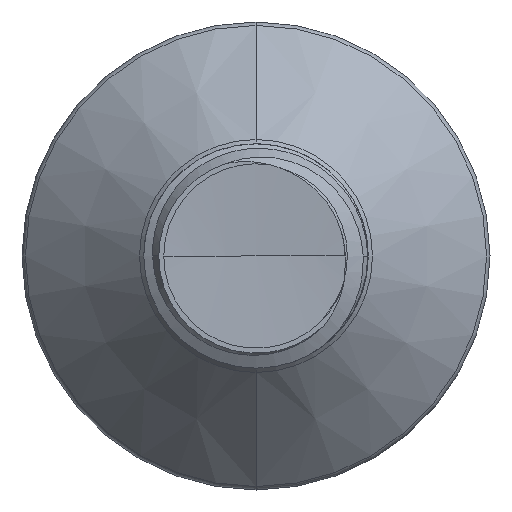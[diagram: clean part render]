
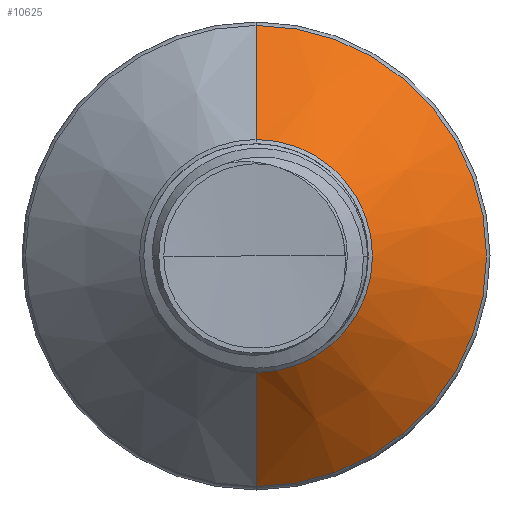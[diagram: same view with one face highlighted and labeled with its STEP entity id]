
A CAD part, front view. The second image highlights one B-rep face of the part: STEP entity #10625.
In plain terms, the highlighted conical face has half-angle 45 degrees and reference radius 1.817 mm.
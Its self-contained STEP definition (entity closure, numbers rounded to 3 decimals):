
#712 = CARTESIAN_POINT ( 'NONE',  ( 0., 4.939, 1.817 ) ) ;
#726 = DIRECTION ( 'NONE',  ( 0., 0.707, 0.707 ) ) ;
#1754 = EDGE_CURVE ( 'NONE', #15967, #3813, #8036, .T. ) ;
#2051 = LINE ( 'NONE', #12322, #12232 ) ;
#2288 = LINE ( 'NONE', #712, #9475 ) ;
#3370 = DIRECTION ( 'NONE',  ( 0., 0., 1. ) ) ;
#3389 = DIRECTION ( 'NONE',  ( 0., 1., 0. ) ) ;
#3406 = CARTESIAN_POINT ( 'NONE',  ( 0., 4.939, 0. ) ) ;
#3748 = FACE_OUTER_BOUND ( 'NONE', #4062, .T. ) ;
#3813 = VERTEX_POINT ( 'NONE', #8604 ) ;
#3877 = VERTEX_POINT ( 'NONE', #7988 ) ;
#4062 = EDGE_LOOP ( 'NONE', ( #8591, #7483, #7013, #12458 ) ) ;
#4599 = EDGE_CURVE ( 'NONE', #14910, #3877, #9296, .T. ) ;
#4761 = AXIS2_PLACEMENT_3D ( 'NONE', #3406, #3389, #3370 ) ;
#5392 = CARTESIAN_POINT ( 'NONE',  ( 0., 4.939, 0. ) ) ;
#7013 = ORIENTED_EDGE ( 'NONE', *, *, #1754, .F. ) ;
#7483 = ORIENTED_EDGE ( 'NONE', *, *, #14840, .T. ) ;
#7561 = AXIS2_PLACEMENT_3D ( 'NONE', #14281, #14263, #14254 ) ;
#7588 = AXIS2_PLACEMENT_3D ( 'NONE', #5392, #9268, #15140 ) ;
#7988 = CARTESIAN_POINT ( 'NONE',  ( 0., 4.939, -1.817 ) ) ;
#8036 = CIRCLE ( 'NONE', #7561, 3.596 ) ;
#8502 = CARTESIAN_POINT ( 'NONE',  ( 0., 4.939, 1.817 ) ) ;
#8591 = ORIENTED_EDGE ( 'NONE', *, *, #4599, .T. ) ;
#8604 = CARTESIAN_POINT ( 'NONE',  ( 0., 6.718, -3.596 ) ) ;
#9268 = DIRECTION ( 'NONE',  ( 0., 1., 0. ) ) ;
#9296 = CIRCLE ( 'NONE', #4761, 1.817 ) ;
#9465 = EDGE_CURVE ( 'NONE', #14910, #15967, #2288, .T. ) ;
#9475 = VECTOR ( 'NONE', #726, 1000. ) ;
#10124 = CONICAL_SURFACE ( 'NONE', #7588, 1.817, 0.785 ) ;
#10270 = CARTESIAN_POINT ( 'NONE',  ( 0., 6.718, 3.596 ) ) ;
#10625 = ADVANCED_FACE ( 'NONE', ( #3748 ), #10124, .T. ) ;
#12232 = VECTOR ( 'NONE', #13507, 1000. ) ;
#12322 = CARTESIAN_POINT ( 'NONE',  ( 0., 4.939, -1.817 ) ) ;
#12458 = ORIENTED_EDGE ( 'NONE', *, *, #9465, .F. ) ;
#13507 = DIRECTION ( 'NONE',  ( 0., 0.707, -0.707 ) ) ;
#14254 = DIRECTION ( 'NONE',  ( 0., 0., 1. ) ) ;
#14263 = DIRECTION ( 'NONE',  ( 0., 1., 0. ) ) ;
#14281 = CARTESIAN_POINT ( 'NONE',  ( 0., 6.718, 0. ) ) ;
#14840 = EDGE_CURVE ( 'NONE', #3877, #3813, #2051, .T. ) ;
#14910 = VERTEX_POINT ( 'NONE', #8502 ) ;
#15140 = DIRECTION ( 'NONE',  ( 0., 0., 1. ) ) ;
#15967 = VERTEX_POINT ( 'NONE', #10270 ) ;
